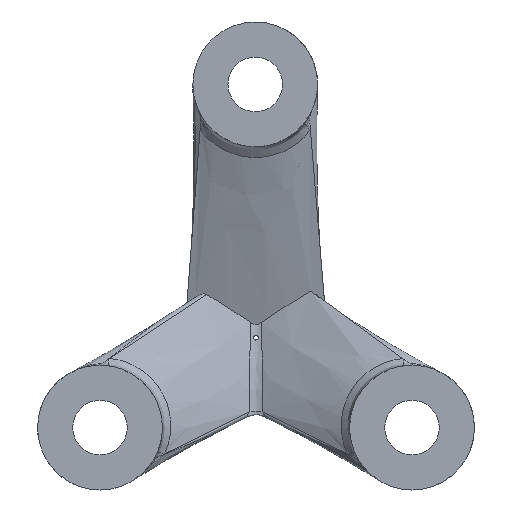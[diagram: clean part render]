
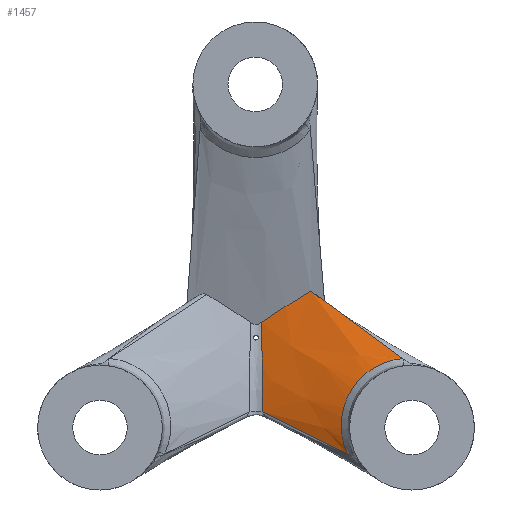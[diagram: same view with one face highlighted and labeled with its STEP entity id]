
A CAD part, front view. The second image highlights one B-rep face of the part: STEP entity #1457.
In plain terms, the highlighted free-form (B-spline) face has degree [3, 3] with [6, 4] control points.
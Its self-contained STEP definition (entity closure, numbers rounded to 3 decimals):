
#103=B_SPLINE_SURFACE_WITH_KNOTS('',3,3,((#2786,#2787,#2788,#2789),(#2790,
#2791,#2792,#2793),(#2794,#2795,#2796,#2797),(#2798,#2799,#2800,#2801),
(#2802,#2803,#2804,#2805),(#2806,#2807,#2808,#2809)),.UNSPECIFIED.,.F.,
 .F.,.F.,(4,1,1,4),(4,4),(0.,0.428,0.713,0.998),
(0.055,0.75),.UNSPECIFIED.);
#168=FACE_OUTER_BOUND('',#256,.T.);
#256=EDGE_LOOP('',(#1130,#1131,#1132,#1133,#1134));
#362=LINE('',#2827,#422);
#422=VECTOR('',#1726,13.364);
#470=B_SPLINE_CURVE_WITH_KNOTS('',3,(#2250,#2251,#2252,#2253,#2254,#2255),
 .UNSPECIFIED.,.F.,.F.,(4,2,4),(0.706,0.73,1.151),
 .UNSPECIFIED.);
#496=B_SPLINE_CURVE_WITH_KNOTS('',3,(#2782,#2783,#2784,#2785),
 .UNSPECIFIED.,.F.,.F.,(4,4),(0.,0.603),.UNSPECIFIED.);
#497=B_SPLINE_CURVE_WITH_KNOTS('',3,(#2811,#2812,#2813,#2814,#2815,#2816,
#2817,#2818,#2819),.UNSPECIFIED.,.F.,.F.,(4,1,1,1,1,1,4),(0.077,
0.223,0.369,0.466,0.564,
0.661,0.734),.UNSPECIFIED.);
#498=B_SPLINE_CURVE_WITH_KNOTS('',3,(#2821,#2822,#2823,#2824,#2825,#2826),
 .UNSPECIFIED.,.F.,.F.,(4,1,1,4),(-0.924,-0.528,
-0.264,-0.002),.UNSPECIFIED.);
#609=VERTEX_POINT('',#2232);
#610=VERTEX_POINT('',#2249);
#642=VERTEX_POINT('',#2735);
#644=VERTEX_POINT('',#2810);
#645=VERTEX_POINT('',#2820);
#775=EDGE_CURVE('',#609,#610,#470,.T.);
#824=EDGE_CURVE('',#642,#609,#496,.T.);
#825=EDGE_CURVE('',#644,#642,#497,.T.);
#826=EDGE_CURVE('',#645,#644,#498,.T.);
#827=EDGE_CURVE('',#645,#610,#362,.T.);
#1130=ORIENTED_EDGE('',*,*,#824,.F.);
#1131=ORIENTED_EDGE('',*,*,#825,.F.);
#1132=ORIENTED_EDGE('',*,*,#826,.F.);
#1133=ORIENTED_EDGE('',*,*,#827,.T.);
#1134=ORIENTED_EDGE('',*,*,#775,.F.);
#1457=ADVANCED_FACE('',(#168),#103,.F.);
#1726=DIRECTION('',(-0.748,0.374,0.548));
#2232=CARTESIAN_POINT('',(0.363,-1.248,0.981));
#2249=CARTESIAN_POINT('',(3.519,-1.76,2.98));
#2250=CARTESIAN_POINT('Ctrl Pts',(0.363,-1.248,0.981));
#2251=CARTESIAN_POINT('Ctrl Pts',(0.42,-1.26,1.021));
#2252=CARTESIAN_POINT('Ctrl Pts',(0.478,-1.273,1.06));
#2253=CARTESIAN_POINT('Ctrl Pts',(1.523,-1.5,1.774));
#2254=CARTESIAN_POINT('Ctrl Pts',(2.479,-1.661,2.374));
#2255=CARTESIAN_POINT('Ctrl Pts',(3.519,-1.76,2.98));
#2735=CARTESIAN_POINT('',(0.394,-2.279,-4.756));
#2782=CARTESIAN_POINT('Ctrl Pts',(0.394,-2.279,-4.756));
#2783=CARTESIAN_POINT('Ctrl Pts',(0.417,-2.189,-2.837));
#2784=CARTESIAN_POINT('Ctrl Pts',(0.387,-1.76,-0.947));
#2785=CARTESIAN_POINT('Ctrl Pts',(0.363,-1.248,0.981));
#2786=CARTESIAN_POINT('Ctrl Pts',(9.454,-4.727,-1.365));
#2787=CARTESIAN_POINT('Ctrl Pts',(7.134,-3.567,0.333));
#2788=CARTESIAN_POINT('Ctrl Pts',(4.815,-2.407,2.031));
#2789=CARTESIAN_POINT('Ctrl Pts',(2.495,-1.248,3.729));
#2790=CARTESIAN_POINT('Ctrl Pts',(8.287,-4.727,-1.43));
#2791=CARTESIAN_POINT('Ctrl Pts',(6.087,-3.567,-0.01));
#2792=CARTESIAN_POINT('Ctrl Pts',(3.884,-2.407,1.419));
#2793=CARTESIAN_POINT('Ctrl Pts',(1.683,-1.248,2.839));
#2794=CARTESIAN_POINT('Ctrl Pts',(6.364,-4.727,-2.437));
#2795=CARTESIAN_POINT('Ctrl Pts',(4.354,-3.567,-1.251));
#2796=CARTESIAN_POINT('Ctrl Pts',(2.345,-2.407,-0.067));
#2797=CARTESIAN_POINT('Ctrl Pts',(0.336,-1.248,1.119));
#2798=CARTESIAN_POINT('Ctrl Pts',(5.269,-4.727,-5.162));
#2799=CARTESIAN_POINT('Ctrl Pts',(3.137,-3.567,-3.988));
#2800=CARTESIAN_POINT('Ctrl Pts',(1.003,-2.407,-2.811));
#2801=CARTESIAN_POINT('Ctrl Pts',(-1.129,-1.248,-1.637));
#2802=CARTESIAN_POINT('Ctrl Pts',(5.559,-4.727,-6.777));
#2803=CARTESIAN_POINT('Ctrl Pts',(3.132,-3.567,-5.594));
#2804=CARTESIAN_POINT('Ctrl Pts',(0.703,-2.407,-4.41));
#2805=CARTESIAN_POINT('Ctrl Pts',(-1.724,-1.248,-3.227));
#2806=CARTESIAN_POINT('Ctrl Pts',(5.907,-4.727,-7.474));
#2807=CARTESIAN_POINT('Ctrl Pts',(3.282,-3.567,-6.314));
#2808=CARTESIAN_POINT('Ctrl Pts',(0.657,-2.407,-5.153));
#2809=CARTESIAN_POINT('Ctrl Pts',(-1.968,-1.248,-3.993));
#2810=CARTESIAN_POINT('',(5.864,-4.708,-7.455));
#2811=CARTESIAN_POINT('Ctrl Pts',(5.864,-4.708,-7.455));
#2812=CARTESIAN_POINT('Ctrl Pts',(5.454,-4.529,-7.265));
#2813=CARTESIAN_POINT('Ctrl Pts',(4.634,-4.17,-6.884));
#2814=CARTESIAN_POINT('Ctrl Pts',(3.545,-3.691,-6.368));
#2815=CARTESIAN_POINT('Ctrl Pts',(2.597,-3.271,-5.905));
#2816=CARTESIAN_POINT('Ctrl Pts',(1.791,-2.912,-5.495));
#2817=CARTESIAN_POINT('Ctrl Pts',(1.057,-2.581,-5.11));
#2818=CARTESIAN_POINT('Ctrl Pts',(0.593,-2.37,-4.863));
#2819=CARTESIAN_POINT('Ctrl Pts',(0.394,-2.279,-4.756));
#2820=CARTESIAN_POINT('',(9.415,-4.708,-1.337));
#2821=CARTESIAN_POINT('Ctrl Pts',(9.415,-4.708,-1.337));
#2822=CARTESIAN_POINT('Ctrl Pts',(8.256,-4.714,-1.417));
#2823=CARTESIAN_POINT('Ctrl Pts',(6.359,-4.73,-2.46));
#2824=CARTESIAN_POINT('Ctrl Pts',(5.271,-4.725,-5.15));
#2825=CARTESIAN_POINT('Ctrl Pts',(5.53,-4.712,-6.763));
#2826=CARTESIAN_POINT('Ctrl Pts',(5.864,-4.708,-7.455));
#2827=CARTESIAN_POINT('',(10.,-5.,-1.765));
